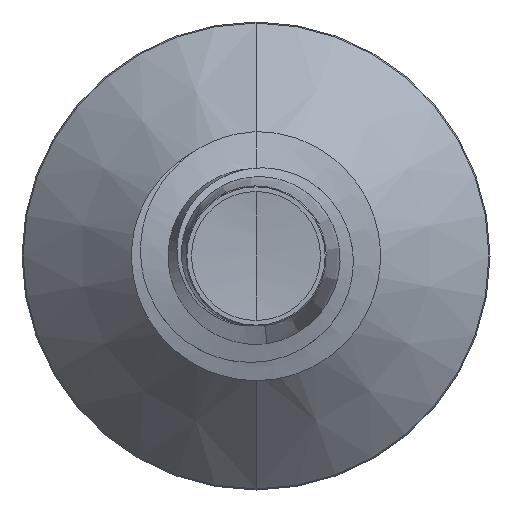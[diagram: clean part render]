
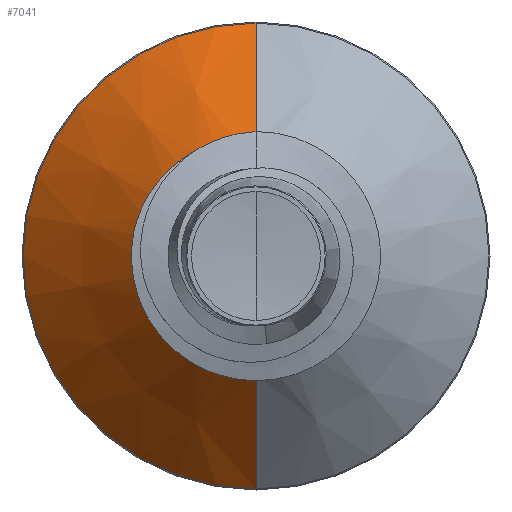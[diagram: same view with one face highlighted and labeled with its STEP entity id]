
A CAD part, front view. The second image highlights one B-rep face of the part: STEP entity #7041.
In plain terms, the highlighted conical face has half-angle 45 degrees and reference radius 1.189 mm.
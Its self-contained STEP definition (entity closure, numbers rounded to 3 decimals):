
#70 = LINE ( 'NONE', #6456, #155 ) ;
#155 = VECTOR ( 'NONE', #5435, 1000. ) ;
#238 = EDGE_CURVE ( 'NONE', #5974, #5137, #404, .T. ) ;
#387 = VECTOR ( 'NONE', #6407, 1000. ) ;
#404 = LINE ( 'NONE', #6340, #387 ) ;
#1052 = EDGE_CURVE ( 'NONE', #2804, #2367, #70, .T. ) ;
#1142 = AXIS2_PLACEMENT_3D ( 'NONE', #6371, #6409, #6305 ) ;
#1527 = AXIS2_PLACEMENT_3D ( 'NONE', #6524, #5899, #5810 ) ;
#1963 = ORIENTED_EDGE ( 'NONE', *, *, #238, .F. ) ;
#1994 = ORIENTED_EDGE ( 'NONE', *, *, #5267, .T. ) ;
#2074 = ORIENTED_EDGE ( 'NONE', *, *, #1052, .T. ) ;
#2087 = CONICAL_SURFACE ( 'NONE', #1142, 1.189, 0.785 ) ;
#2102 = ORIENTED_EDGE ( 'NONE', *, *, #6660, .F. ) ;
#2367 = VERTEX_POINT ( 'NONE', #6822 ) ;
#2804 = VERTEX_POINT ( 'NONE', #6606 ) ;
#2950 = DIRECTION ( 'NONE',  ( 0., 1., 0. ) ) ;
#3201 = CIRCLE ( 'NONE', #1527, 1.189 ) ;
#3697 = DIRECTION ( 'NONE',  ( 0., 0., 1. ) ) ;
#3705 = CARTESIAN_POINT ( 'NONE',  ( 0., 2.439, 0. ) ) ;
#3965 = FACE_OUTER_BOUND ( 'NONE', #5608, .T. ) ;
#4201 = CIRCLE ( 'NONE', #5233, 2.339 ) ;
#5137 = VERTEX_POINT ( 'NONE', #6250 ) ;
#5233 = AXIS2_PLACEMENT_3D ( 'NONE', #3705, #2950, #3697 ) ;
#5267 = EDGE_CURVE ( 'NONE', #5974, #2804, #3201, .T. ) ;
#5435 = DIRECTION ( 'NONE',  ( 0., 0.707, 0.707 ) ) ;
#5608 = EDGE_LOOP ( 'NONE', ( #1963, #1994, #2074, #2102 ) ) ;
#5810 = DIRECTION ( 'NONE',  ( 0., 0., 1. ) ) ;
#5899 = DIRECTION ( 'NONE',  ( 0., 1., 0. ) ) ;
#5974 = VERTEX_POINT ( 'NONE', #6849 ) ;
#6250 = CARTESIAN_POINT ( 'NONE',  ( 0., 2.439, -2.339 ) ) ;
#6305 = DIRECTION ( 'NONE',  ( 0., 0., 1. ) ) ;
#6340 = CARTESIAN_POINT ( 'NONE',  ( 0., 1.289, -1.189 ) ) ;
#6371 = CARTESIAN_POINT ( 'NONE',  ( 0., 1.289, 0. ) ) ;
#6407 = DIRECTION ( 'NONE',  ( 0., 0.707, -0.707 ) ) ;
#6409 = DIRECTION ( 'NONE',  ( 0., 1., 0. ) ) ;
#6456 = CARTESIAN_POINT ( 'NONE',  ( 0., 1.289, 1.189 ) ) ;
#6524 = CARTESIAN_POINT ( 'NONE',  ( 0., 1.289, 0. ) ) ;
#6606 = CARTESIAN_POINT ( 'NONE',  ( 0., 1.289, 1.189 ) ) ;
#6660 = EDGE_CURVE ( 'NONE', #5137, #2367, #4201, .T. ) ;
#6822 = CARTESIAN_POINT ( 'NONE',  ( 0., 2.439, 2.339 ) ) ;
#6849 = CARTESIAN_POINT ( 'NONE',  ( 0., 1.289, -1.189 ) ) ;
#7041 = ADVANCED_FACE ( 'NONE', ( #3965 ), #2087, .T. ) ;
